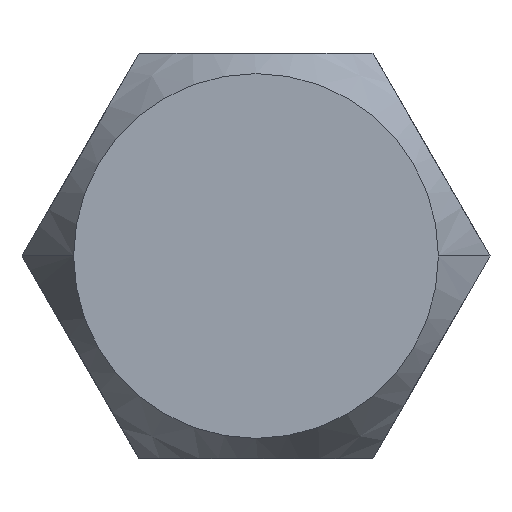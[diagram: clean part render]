
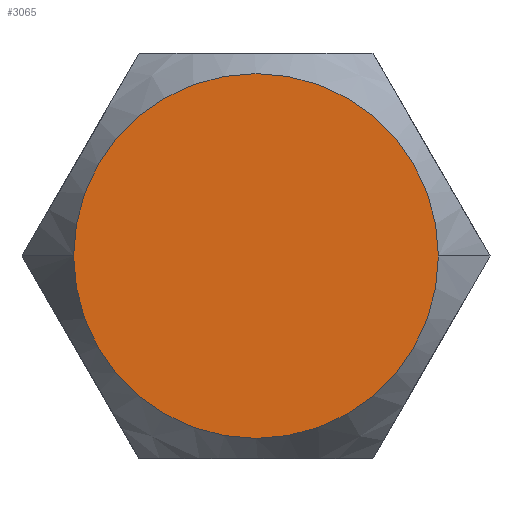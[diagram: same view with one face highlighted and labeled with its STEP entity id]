
A CAD part, front view. The second image highlights one B-rep face of the part: STEP entity #3065.
In plain terms, the highlighted planar face has unit normal (0, -1, 0).
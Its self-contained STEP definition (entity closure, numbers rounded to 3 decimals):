
#272 = VERTEX_POINT ( 'NONE', #480 ) ;
#480 = CARTESIAN_POINT ( 'NONE',  ( 2.858, 0., 0. ) ) ;
#966 = CARTESIAN_POINT ( 'NONE',  ( 0., 0., 0. ) ) ;
#1059 = FACE_OUTER_BOUND ( 'NONE', #4394, .T. ) ;
#1184 = DIRECTION ( 'NONE',  ( -1., 0., 0. ) ) ;
#1545 = EDGE_CURVE ( 'Defeature ausgef�hrt2_31+Defeature ausgef�hrt2_32+Defeature ausgef�hrt2_32+Defeature ausgef�hrt2_32', #1695, #272, #4425, .T. ) ;
#1695 = VERTEX_POINT ( 'NONE', #3271 ) ;
#1811 = AXIS2_PLACEMENT_3D ( 'NONE', #3946, #3239, #1184 ) ;
#1964 = AXIS2_PLACEMENT_3D ( 'NONE', #966, #3359, #4080 ) ;
#1991 = DIRECTION ( 'NONE',  ( 0., -1., 0. ) ) ;
#2313 = DIRECTION ( 'NONE',  ( -1., 0., 0. ) ) ;
#3065 = ADVANCED_FACE ( 'Defeature ausgef�hrt2_31', ( #1059 ), #3209, .T. ) ;
#3121 = ORIENTED_EDGE ( 'NONE', *, *, #1545, .T. ) ;
#3209 = PLANE ( 'NONE',  #1811 ) ;
#3239 = DIRECTION ( 'NONE',  ( 0., -1., 0. ) ) ;
#3271 = CARTESIAN_POINT ( 'NONE',  ( -2.858, 0., 0. ) ) ;
#3359 = DIRECTION ( 'NONE',  ( 0., -1., 0. ) ) ;
#3541 = AXIS2_PLACEMENT_3D ( 'NONE', #3710, #1991, #2313 ) ;
#3567 = ORIENTED_EDGE ( 'NONE', *, *, #3574, .T. ) ;
#3574 = EDGE_CURVE ( 'Defeature ausgef�hrt2_31+Defeature ausgef�hrt2_32+Defeature ausgef�hrt2_32+Defeature ausgef�hrt2_32', #272, #1695, #3901, .T. ) ;
#3710 = CARTESIAN_POINT ( 'NONE',  ( 0., 0., 0. ) ) ;
#3901 = CIRCLE ( 'NONE', #1964, 2.858 ) ;
#3946 = CARTESIAN_POINT ( 'NONE',  ( 0., 0., 6.35 ) ) ;
#4080 = DIRECTION ( 'NONE',  ( -1., 0., 0. ) ) ;
#4394 = EDGE_LOOP ( 'NONE', ( #3567, #3121 ) ) ;
#4425 = CIRCLE ( 'NONE', #3541, 2.858 ) ;
